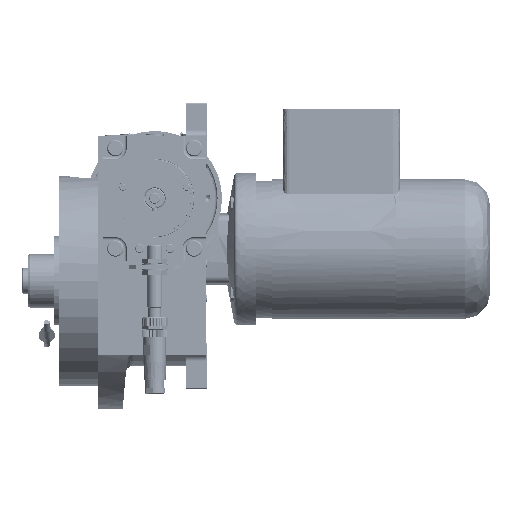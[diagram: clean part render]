
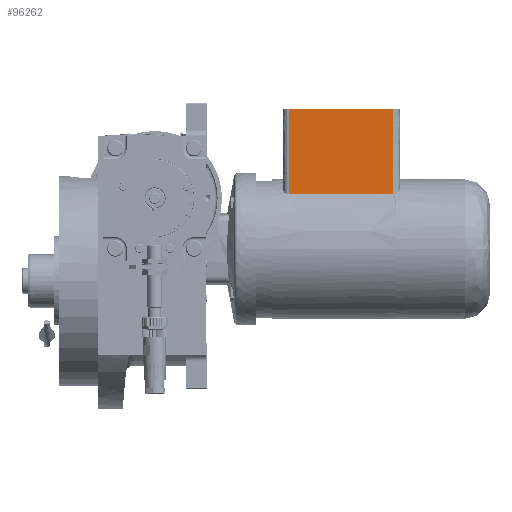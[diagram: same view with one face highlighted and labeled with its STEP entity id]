
A CAD part, left-side view. The second image highlights one B-rep face of the part: STEP entity #96262.
In plain terms, the highlighted free-form (B-spline) face has degree [1, 1] with [2, 2] control points.
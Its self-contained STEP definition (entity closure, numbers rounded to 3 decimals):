
#1418 = VERTEX_POINT ( 'NONE', #141723 ) ;
#10989 = CARTESIAN_POINT ( 'NONE',  ( 110., 55., -34. ) ) ;
#12503 = B_SPLINE_SURFACE_WITH_KNOTS ( 'NONE', 1, 1, ( 
 ( #13298, #64434 ),
 ( #37627, #139770 ) ),
 .UNSPECIFIED., .F., .F., .F.,
 ( 2, 2 ),
 ( 2, 2 ),
 ( 0., 1. ),
 ( 0., 1. ),
 .UNSPECIFIED. ) ;
#13298 = CARTESIAN_POINT ( 'NONE',  ( 110., 55., -34. ) ) ;
#20171 = CARTESIAN_POINT ( 'NONE',  ( 43.232, 55., -34. ) ) ;
#30542 = B_SPLINE_CURVE_WITH_KNOTS ( 'NONE', 1,
 ( #103114, #10989 ),
 .UNSPECIFIED., .F., .F.,
 ( 2, 2 ),
 ( 0., 1. ),
 .UNSPECIFIED. ) ;
#37627 = CARTESIAN_POINT ( 'NONE',  ( 43.232, 55., -34. ) ) ;
#38400 = VERTEX_POINT ( 'NONE', #20171 ) ;
#44446 = ORIENTED_EDGE ( 'NONE', *, *, #129543, .T. ) ;
#46911 = CARTESIAN_POINT ( 'NONE',  ( 110., 137., -34. ) ) ;
#48607 =( BOUNDED_CURVE ( )  B_SPLINE_CURVE ( 1, ( #70377, #135638 ),
 .UNSPECIFIED., .F., .F. ) 
 B_SPLINE_CURVE_WITH_KNOTS ( ( 2, 2 ),
 ( 0., 1. ),
 .UNSPECIFIED. ) 
 CURVE ( )  GEOMETRIC_REPRESENTATION_ITEM ( )  RATIONAL_B_SPLINE_CURVE ( ( 0.56, 0.56 ) ) 
 REPRESENTATION_ITEM ( '' )  );
#59651 = ORIENTED_EDGE ( 'NONE', *, *, #83883, .F. ) ;
#64434 = CARTESIAN_POINT ( 'NONE',  ( 110., 137., -34. ) ) ;
#66629 = EDGE_CURVE ( 'NONE', #1418, #38400, #48607, .T. ) ;
#69424 = EDGE_CURVE ( 'NONE', #1418, #80408, #110528, .T. ) ;
#70377 = CARTESIAN_POINT ( 'NONE',  ( 43.232, 137., -34. ) ) ;
#76962 = FACE_OUTER_BOUND ( 'NONE', #101696, .T. ) ;
#80061 = CARTESIAN_POINT ( 'NONE',  ( 110., 137., -34. ) ) ;
#80408 = VERTEX_POINT ( 'NONE', #46911 ) ;
#83883 = EDGE_CURVE ( 'NONE', #38400, #117122, #85113, .T. ) ;
#85113 = B_SPLINE_CURVE_WITH_KNOTS ( 'NONE', 1,
 ( #127287, #115568 ),
 .UNSPECIFIED., .F., .F.,
 ( 2, 2 ),
 ( 0., 1. ),
 .UNSPECIFIED. ) ;
#96262 = ADVANCED_FACE ( 'NONE', ( #76962 ), #12503, .T. ) ;
#101696 = EDGE_LOOP ( 'NONE', ( #115959, #44446, #59651, #150254 ) ) ;
#103114 = CARTESIAN_POINT ( 'NONE',  ( 110., 137., -34. ) ) ;
#110528 = B_SPLINE_CURVE_WITH_KNOTS ( 'NONE', 1,
 ( #117769, #80061 ),
 .UNSPECIFIED., .F., .F.,
 ( 2, 2 ),
 ( 0., 1. ),
 .UNSPECIFIED. ) ;
#115568 = CARTESIAN_POINT ( 'NONE',  ( 110., 55., -34. ) ) ;
#115959 = ORIENTED_EDGE ( 'NONE', *, *, #69424, .T. ) ;
#117122 = VERTEX_POINT ( 'NONE', #142213 ) ;
#117769 = CARTESIAN_POINT ( 'NONE',  ( 43.232, 137., -34. ) ) ;
#127287 = CARTESIAN_POINT ( 'NONE',  ( 43.232, 55., -34. ) ) ;
#129543 = EDGE_CURVE ( 'NONE', #80408, #117122, #30542, .T. ) ;
#135638 = CARTESIAN_POINT ( 'NONE',  ( 43.232, 55., -34. ) ) ;
#139770 = CARTESIAN_POINT ( 'NONE',  ( 43.232, 137., -34. ) ) ;
#141723 = CARTESIAN_POINT ( 'NONE',  ( 43.232, 137., -34. ) ) ;
#142213 = CARTESIAN_POINT ( 'NONE',  ( 110., 55., -34. ) ) ;
#150254 = ORIENTED_EDGE ( 'NONE', *, *, #66629, .F. ) ;
